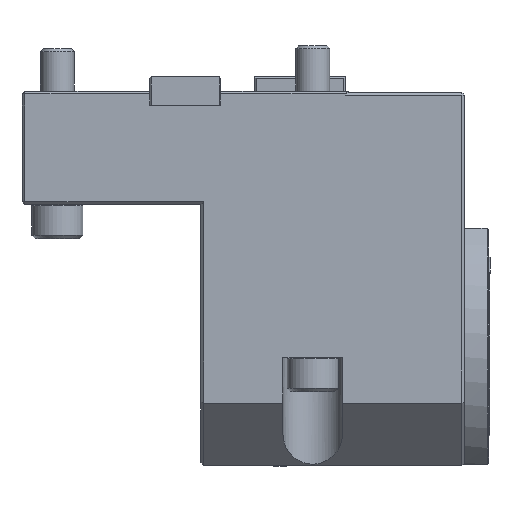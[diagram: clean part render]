
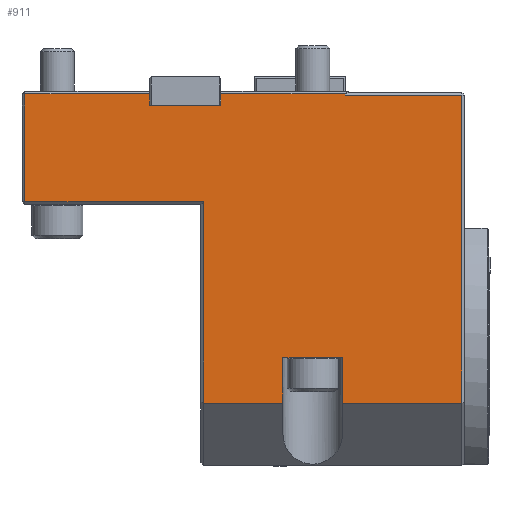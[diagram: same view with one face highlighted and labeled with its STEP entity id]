
A CAD part, front view. The second image highlights one B-rep face of the part: STEP entity #911.
In plain terms, the highlighted planar face has unit normal (0, -1, 0).
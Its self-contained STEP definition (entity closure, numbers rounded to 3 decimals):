
#84=LINE('',#4571,#401);
#88=LINE('',#4579,#405);
#101=LINE('',#4651,#418);
#109=LINE('',#4669,#426);
#111=LINE('',#4673,#428);
#136=LINE('',#4728,#453);
#200=LINE('',#4878,#517);
#207=LINE('',#4893,#524);
#246=LINE('',#4997,#563);
#249=LINE('',#5004,#566);
#254=LINE('',#5028,#571);
#255=LINE('',#5030,#572);
#256=LINE('',#5031,#573);
#257=LINE('',#5033,#574);
#258=LINE('',#5035,#575);
#259=LINE('',#5036,#576);
#260=LINE('',#5038,#577);
#261=LINE('',#5039,#578);
#262=LINE('',#5041,#579);
#263=LINE('',#5043,#580);
#401=VECTOR('',#3441,1.);
#405=VECTOR('',#3449,1.);
#418=VECTOR('',#3526,1.);
#426=VECTOR('',#3542,1.);
#428=VECTOR('',#3544,1.);
#453=VECTOR('',#3589,1.);
#517=VECTOR('',#3695,1.);
#524=VECTOR('',#3712,1.);
#563=VECTOR('',#3799,1.);
#566=VECTOR('',#3810,1.);
#571=VECTOR('',#3833,1.);
#572=VECTOR('',#3834,1.);
#573=VECTOR('',#3835,1.);
#574=VECTOR('',#3836,1.);
#575=VECTOR('',#3837,1.);
#576=VECTOR('',#3838,1.);
#577=VECTOR('',#3839,1.);
#578=VECTOR('',#3840,1.);
#579=VECTOR('',#3841,1.);
#580=VECTOR('',#3842,1.);
#911=ADVANCED_FACE('',(#1211),#1069,.T.);
#1069=PLANE('',#3214);
#1211=FACE_OUTER_BOUND('',#1410,.T.);
#1410=EDGE_LOOP('',(#1969,#1970,#1971,#1972,#1973,#1974,#1975,#1976,#1977,
#1978,#1979,#1980,#1981,#1982,#1983,#1984,#1985,#1986,#1987,#1988));
#1969=ORIENTED_EDGE('',*,*,#2843,.F.);
#1970=ORIENTED_EDGE('',*,*,#2844,.F.);
#1971=ORIENTED_EDGE('',*,*,#2629,.T.);
#1972=ORIENTED_EDGE('',*,*,#2775,.T.);
#1973=ORIENTED_EDGE('',*,*,#2700,.T.);
#1974=ORIENTED_EDGE('',*,*,#2834,.T.);
#1975=ORIENTED_EDGE('',*,*,#2661,.T.);
#1976=ORIENTED_EDGE('',*,*,#2670,.T.);
#1977=ORIENTED_EDGE('',*,*,#2845,.F.);
#1978=ORIENTED_EDGE('',*,*,#2846,.T.);
#1979=ORIENTED_EDGE('',*,*,#2847,.T.);
#1980=ORIENTED_EDGE('',*,*,#2672,.T.);
#1981=ORIENTED_EDGE('',*,*,#2831,.T.);
#1982=ORIENTED_EDGE('',*,*,#2848,.T.);
#1983=ORIENTED_EDGE('',*,*,#2849,.T.);
#1984=ORIENTED_EDGE('',*,*,#2783,.T.);
#1985=ORIENTED_EDGE('',*,*,#2850,.F.);
#1986=ORIENTED_EDGE('',*,*,#2851,.F.);
#1987=ORIENTED_EDGE('',*,*,#2852,.T.);
#1988=ORIENTED_EDGE('',*,*,#2633,.T.);
#2355=VERTEX_POINT('',#4566);
#2357=VERTEX_POINT('',#4570);
#2360=VERTEX_POINT('',#4580);
#2361=VERTEX_POINT('',#4581);
#2385=VERTEX_POINT('',#4646);
#2386=VERTEX_POINT('',#4650);
#2393=VERTEX_POINT('',#4670);
#2394=VERTEX_POINT('',#4672);
#2395=VERTEX_POINT('',#4674);
#2413=VERTEX_POINT('',#4725);
#2414=VERTEX_POINT('',#4727);
#2474=VERTEX_POINT('',#4892);
#2475=VERTEX_POINT('',#4894);
#2499=VERTEX_POINT('',#4996);
#2502=VERTEX_POINT('',#5029);
#2503=VERTEX_POINT('',#5032);
#2504=VERTEX_POINT('',#5034);
#2505=VERTEX_POINT('',#5037);
#2506=VERTEX_POINT('',#5040);
#2507=VERTEX_POINT('',#5042);
#2629=EDGE_CURVE('',#2355,#2357,#84,.T.);
#2633=EDGE_CURVE('',#2360,#2361,#88,.T.);
#2661=EDGE_CURVE('',#2386,#2385,#101,.T.);
#2670=EDGE_CURVE('',#2385,#2393,#109,.T.);
#2672=EDGE_CURVE('',#2395,#2394,#111,.T.);
#2700=EDGE_CURVE('',#2413,#2414,#136,.T.);
#2775=EDGE_CURVE('',#2357,#2413,#200,.T.);
#2783=EDGE_CURVE('',#2475,#2474,#207,.T.);
#2831=EDGE_CURVE('',#2394,#2499,#246,.T.);
#2834=EDGE_CURVE('',#2414,#2386,#249,.T.);
#2843=EDGE_CURVE('',#2502,#2361,#254,.T.);
#2844=EDGE_CURVE('',#2355,#2502,#255,.T.);
#2845=EDGE_CURVE('',#2503,#2393,#256,.T.);
#2846=EDGE_CURVE('',#2503,#2504,#257,.T.);
#2847=EDGE_CURVE('',#2504,#2395,#258,.T.);
#2848=EDGE_CURVE('',#2499,#2505,#259,.T.);
#2849=EDGE_CURVE('',#2505,#2475,#260,.T.);
#2850=EDGE_CURVE('',#2506,#2474,#261,.T.);
#2851=EDGE_CURVE('',#2507,#2506,#262,.T.);
#2852=EDGE_CURVE('',#2507,#2360,#263,.T.);
#3214=AXIS2_PLACEMENT_3D('',#5044,#3843,#3844);
#3441=DIRECTION('',(0.,0.,1.));
#3449=DIRECTION('',(-1.,0.,0.));
#3526=DIRECTION('',(0.,0.,-1.));
#3542=DIRECTION('',(1.,0.,0.));
#3544=DIRECTION('',(1.,0.,0.));
#3589=DIRECTION('',(0.,0.,-1.));
#3695=DIRECTION('',(-1.,0.,0.));
#3712=DIRECTION('',(-1.,0.,0.));
#3799=DIRECTION('',(0.,0.,1.));
#3810=DIRECTION('',(1.,0.,0.));
#3833=DIRECTION('',(0.,0.,-1.));
#3834=DIRECTION('',(-1.,0.,0.));
#3835=DIRECTION('',(0.,0.,-1.));
#3836=DIRECTION('',(1.,0.,0.));
#3837=DIRECTION('',(0.,0.,-1.));
#3838=DIRECTION('',(-1.,0.,0.));
#3839=DIRECTION('',(0.,0.,1.));
#3840=DIRECTION('',(0.,0.,1.));
#3841=DIRECTION('',(-1.,0.,0.));
#3842=DIRECTION('',(0.,0.,-1.));
#3843=DIRECTION('',(0.,-1.,0.));
#3844=DIRECTION('',(-1.,0.,0.));
#4566=CARTESIAN_POINT('',(-12.5,-56.,-3.5));
#4570=CARTESIAN_POINT('',(-12.5,-56.,-1.));
#4571=CARTESIAN_POINT('',(-12.5,-56.,-5.));
#4579=CARTESIAN_POINT('',(-12.5,-56.,-5.));
#4580=CARTESIAN_POINT('',(12.65,-56.,-5.));
#4581=CARTESIAN_POINT('',(-12.65,-56.,-5.));
#4646=CARTESIAN_POINT('',(6.5,-56.,-110.));
#4650=CARTESIAN_POINT('',(6.5,-56.,-39.));
#4651=CARTESIAN_POINT('',(6.5,-56.,-110.));
#4669=CARTESIAN_POINT('',(-175.532,-56.,-110.));
#4670=CARTESIAN_POINT('',(34.5,-56.,-110.));
#4672=CARTESIAN_POINT('',(97.5,-56.,-110.));
#4673=CARTESIAN_POINT('',(-175.532,-56.,-110.));
#4674=CARTESIAN_POINT('',(55.5,-56.,-110.));
#4725=CARTESIAN_POINT('',(-56.5,-56.,-1.));
#4727=CARTESIAN_POINT('',(-56.5,-56.,-39.));
#4728=CARTESIAN_POINT('',(-56.5,-56.,-40.));
#4878=CARTESIAN_POINT('',(-57.5,-56.,-1.));
#4892=CARTESIAN_POINT('',(12.5,-56.,-1.));
#4893=CARTESIAN_POINT('',(13.,-56.,-1.));
#4894=CARTESIAN_POINT('',(56.5,-56.,-1.));
#4996=CARTESIAN_POINT('',(97.5,-56.,-1.5));
#4997=CARTESIAN_POINT('',(97.5,-56.,-0.5));
#5004=CARTESIAN_POINT('',(5.5,-56.,-39.));
#5028=CARTESIAN_POINT('',(-12.65,-56.,-3.5));
#5029=CARTESIAN_POINT('',(-12.65,-56.,-3.5));
#5030=CARTESIAN_POINT('',(12.65,-56.,-3.5));
#5031=CARTESIAN_POINT('',(34.5,-56.,-94.));
#5032=CARTESIAN_POINT('',(34.5,-56.,-94.));
#5033=CARTESIAN_POINT('',(34.5,-56.,-94.));
#5034=CARTESIAN_POINT('',(55.5,-56.,-94.));
#5035=CARTESIAN_POINT('',(55.5,-56.,-94.));
#5036=CARTESIAN_POINT('',(57.5,-56.,-1.5));
#5037=CARTESIAN_POINT('',(56.5,-56.,-1.5));
#5038=CARTESIAN_POINT('',(56.5,-56.,0.));
#5039=CARTESIAN_POINT('',(12.5,-56.,-5.));
#5040=CARTESIAN_POINT('',(12.5,-56.,-3.5));
#5041=CARTESIAN_POINT('',(12.65,-56.,-3.5));
#5042=CARTESIAN_POINT('',(12.65,-56.,-3.5));
#5043=CARTESIAN_POINT('',(12.65,-56.,-3.5));
#5044=CARTESIAN_POINT('',(-57.5,-56.,-40.));
